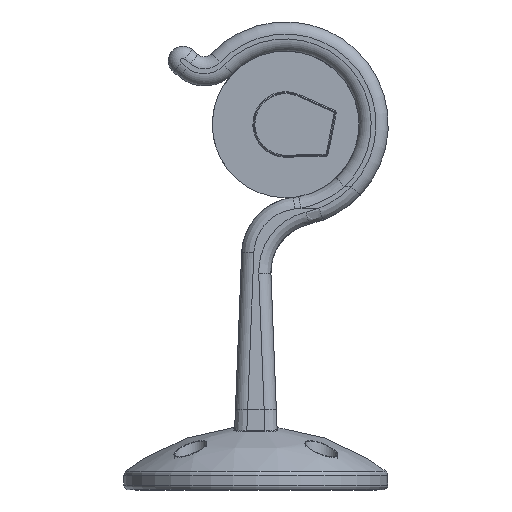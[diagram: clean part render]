
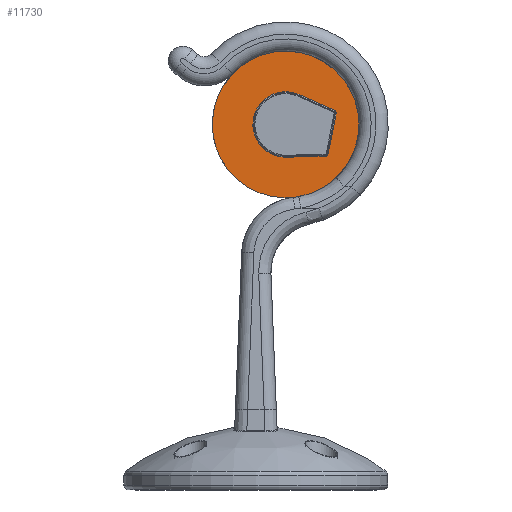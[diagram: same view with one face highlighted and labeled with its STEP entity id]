
A CAD part, left-side view. The second image highlights one B-rep face of the part: STEP entity #11730.
In plain terms, the highlighted planar face has unit normal (-1, 0, 0).
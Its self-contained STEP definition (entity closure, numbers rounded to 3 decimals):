
#161 = CARTESIAN_POINT ( 'NONE',  ( -484.97, 34.836, -7.622 ) ) ;
#267 = ORIENTED_EDGE ( 'NONE', *, *, #6664, .F. ) ;
#538 = AXIS2_PLACEMENT_3D ( 'NONE', #7652, #6425, #15199 ) ;
#606 = DIRECTION ( 'NONE',  ( 0., 0.981, 0.196 ) ) ;
#903 = DIRECTION ( 'NONE',  ( 0., 0.981, 0.196 ) ) ;
#1079 = CARTESIAN_POINT ( 'NONE',  ( -484.97, 24.735, 1.807 ) ) ;
#1278 = ORIENTED_EDGE ( 'NONE', *, *, #6896, .T. ) ;
#1537 = CARTESIAN_POINT ( 'NONE',  ( -484.97, 26.387, -7.24 ) ) ;
#1759 = AXIS2_PLACEMENT_3D ( 'NONE', #3609, #12458, #4899 ) ;
#2047 = LINE ( 'NONE', #161, #14299 ) ;
#2334 = AXIS2_PLACEMENT_3D ( 'NONE', #15986, #8544, #903 ) ;
#2853 = ORIENTED_EDGE ( 'NONE', *, *, #7012, .T. ) ;
#3609 = CARTESIAN_POINT ( 'NONE',  ( -484.97, 26.748, -7.005 ) ) ;
#4430 = VECTOR ( 'NONE', #9962, 1000. ) ;
#4455 = AXIS2_PLACEMENT_3D ( 'NONE', #14163, #6632, #15394 ) ;
#4598 = AXIS2_PLACEMENT_3D ( 'NONE', #15712, #8262, #606 ) ;
#4899 = DIRECTION ( 'NONE',  ( 0., 0.981, 0.196 ) ) ;
#5122 = CARTESIAN_POINT ( 'NONE',  ( -484.97, 34.836, -7.622 ) ) ;
#5291 = CARTESIAN_POINT ( 'NONE',  ( -484.97, 26.737, -7.405 ) ) ;
#5970 = CARTESIAN_POINT ( 'NONE',  ( -484.97, 32.272, 5.189 ) ) ;
#6081 = VERTEX_POINT ( 'NONE', #5970 ) ;
#6425 = DIRECTION ( 'NONE',  ( 1., 0., 0. ) ) ;
#6530 = DIRECTION ( 'NONE',  ( 0., 1., -0.027 ) ) ;
#6551 = EDGE_CURVE ( 'NONE', #13166, #11777, #10006, .T. ) ;
#6611 = EDGE_CURVE ( 'NONE', #13166, #12576, #15807, .T. ) ;
#6632 = DIRECTION ( 'NONE',  ( 1., 0., 0. ) ) ;
#6664 = EDGE_CURVE ( 'NONE', #12947, #11777, #12586, .T. ) ;
#6896 = EDGE_CURVE ( 'NONE', #12947, #11510, #2047, .T. ) ;
#7012 = EDGE_CURVE ( 'NONE', #11510, #6081, #10984, .T. ) ;
#7029 = ORIENTED_EDGE ( 'NONE', *, *, #7400, .T. ) ;
#7400 = EDGE_CURVE ( 'NONE', #6081, #12576, #7830, .T. ) ;
#7652 = CARTESIAN_POINT ( 'NONE',  ( -484.97, 35.015, -0.924 ) ) ;
#7830 = LINE ( 'NONE', #1079, #4430 ) ;
#7948 = DIRECTION ( 'NONE',  ( 0., 0.196, -0.981 ) ) ;
#7994 = EDGE_CURVE ( 'NONE', #13067, #13067, #10512, .T. ) ;
#8003 = CARTESIAN_POINT ( 'NONE',  ( -484.97, 24.88, 1.872 ) ) ;
#8262 = DIRECTION ( 'NONE',  ( 1., 0., 0. ) ) ;
#8422 = ORIENTED_EDGE ( 'NONE', *, *, #7994, .F. ) ;
#8463 = FACE_BOUND ( 'NONE', #11496, .T. ) ;
#8544 = DIRECTION ( 'NONE',  ( -1., 0., 0. ) ) ;
#9017 = CARTESIAN_POINT ( 'NONE',  ( -484.97, 26.355, -7.084 ) ) ;
#9576 = CARTESIAN_POINT ( 'NONE',  ( -484.97, 49.723, 2.02 ) ) ;
#9849 = EDGE_LOOP ( 'NONE', ( #8422 ) ) ;
#9962 = DIRECTION ( 'NONE',  ( 0., -0.912, -0.409 ) ) ;
#10006 = LINE ( 'NONE', #1537, #16205 ) ;
#10512 = CIRCLE ( 'NONE', #4598, 15. ) ;
#10984 = CIRCLE ( 'NONE', #4455, 6.7 ) ;
#11072 = CARTESIAN_POINT ( 'NONE',  ( -484.97, 24.652, 1.428 ) ) ;
#11445 = FACE_OUTER_BOUND ( 'NONE', #9849, .T. ) ;
#11496 = EDGE_LOOP ( 'NONE', ( #13290, #14827, #267, #1278, #2853, #7029 ) ) ;
#11510 = VERTEX_POINT ( 'NONE', #5122 ) ;
#11730 = ADVANCED_FACE ( 'NONE', ( #8463, #11445 ), #13971, .F. ) ;
#11777 = VERTEX_POINT ( 'NONE', #9017 ) ;
#12458 = DIRECTION ( 'NONE',  ( -1., 0., 0. ) ) ;
#12576 = VERTEX_POINT ( 'NONE', #8003 ) ;
#12586 = CIRCLE ( 'NONE', #1759, 0.4 ) ;
#12947 = VERTEX_POINT ( 'NONE', #5291 ) ;
#13067 = VERTEX_POINT ( 'NONE', #9576 ) ;
#13166 = VERTEX_POINT ( 'NONE', #11072 ) ;
#13290 = ORIENTED_EDGE ( 'NONE', *, *, #6611, .F. ) ;
#13971 = PLANE ( 'NONE',  #538 ) ;
#14163 = CARTESIAN_POINT ( 'NONE',  ( -484.97, 35.015, -0.924 ) ) ;
#14299 = VECTOR ( 'NONE', #6530, 1000. ) ;
#14827 = ORIENTED_EDGE ( 'NONE', *, *, #6551, .T. ) ;
#15199 = DIRECTION ( 'NONE',  ( 0., 0.981, 0.196 ) ) ;
#15394 = DIRECTION ( 'NONE',  ( 0., 0.981, 0.196 ) ) ;
#15712 = CARTESIAN_POINT ( 'NONE',  ( -484.97, 35.015, -0.924 ) ) ;
#15807 = CIRCLE ( 'NONE', #2334, 0.4 ) ;
#15986 = CARTESIAN_POINT ( 'NONE',  ( -484.97, 25.044, 1.507 ) ) ;
#16205 = VECTOR ( 'NONE', #7948, 1000. ) ;
